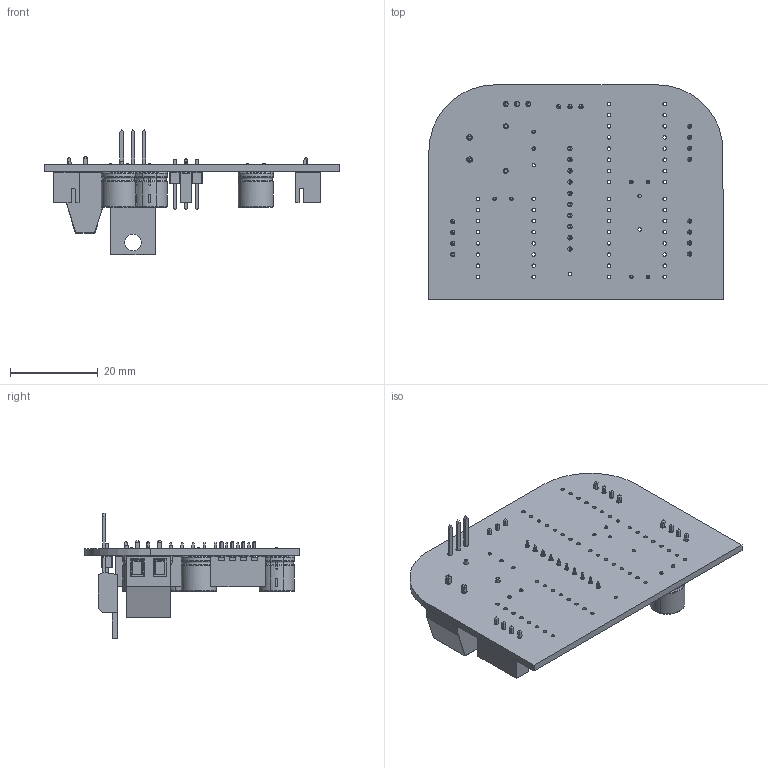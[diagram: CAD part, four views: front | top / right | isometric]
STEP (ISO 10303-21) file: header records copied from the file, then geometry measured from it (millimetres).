
FILE_DESCRIPTION(('KiCad electronic assembly'),'2;1');
FILE_NAME('cnc-shield8.step','2020-10-13T18:47:47',('An Author'),( 'A Company'),'Open CASCADE STEP processor 6.9', 'KiCad to STEP converter','Unknown');
FILE_SCHEMA(('AUTOMOTIVE_DESIGN { 1 0 10303 214 1 1 1 1 }'));
Length unit declared in the file: millimetre
Products named in the file (16): Open CASCADE STEP translator 6.9 1; JST_XH_B4B-XH-A_1x04_P2.50mm_Vertical; SOLID; TO-220-3_Vertical; PinSocket_1x10_P2.54mm_Vertical; TerminalBlock_Phoenix_MKDS-1,5-2-5.08_1x02_P5.08mm_Horizontal; PinHeader_1x03_P2.54mm_Vertical; D_DO-41_SOD81_P10.16mm_Horizontal; CP_Radial_D8.0mm_P3.80mm; COMPOUND
Assembly tree (20 placements, depth 3):
  Open CASCADE STEP translator 6.9 1
    JST_XH_B4B-XH-A_1x04_P2.50mm_Vertical  x3
      SOLID
    TO-220-3_Vertical
      SOLID
    PinSocket_1x10_P2.54mm_Vertical
      SOLID
    TerminalBlock_Phoenix_MKDS-1,5-2-5.08_1x02_P5.08mm_Horizontal
      SOLID
    PinHeader_1x03_P2.54mm_Vertical
      SOLID
    D_DO-41_SOD81_P10.16mm_Horizontal
      SOLID
    CP_Radial_D8.0mm_P3.80mm  x4
      SOLID
    COMPOUND
Bounding box: 67 x 48.81 x 28.52 mm (x, y, z)
Volume: 9330 mm3; surface area: 12796.5 mm2
Topology: 13 solids, 17 shells, 1307 faces, 3341 edges, 2150 vertices
Faces by surface type: plane 1017, cylinder 216, bspline 36, revolution 24, torus 14
Full cylindrical faces by diameter (mm): 0.5 x8, 0.762 x4, 0.8 x60, 0.95 x12, 1 x13, 1.1 x5, 1.3 x2, 2.7 x2, 2.72 x1, 3.68 x2, 3.735 x1
Entity records: 65026 total; most frequent: CARTESIAN_POINT 14173, DIRECTION 8429, LINE 5810, VECTOR 5810, ORIENTED_EDGE 4402, PCURVE 4402, DEFINITIONAL_REPRESENTATION 4402, EDGE_CURVE 2201
